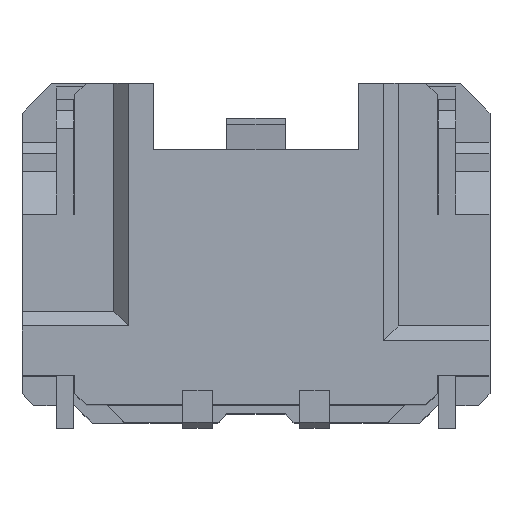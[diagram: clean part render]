
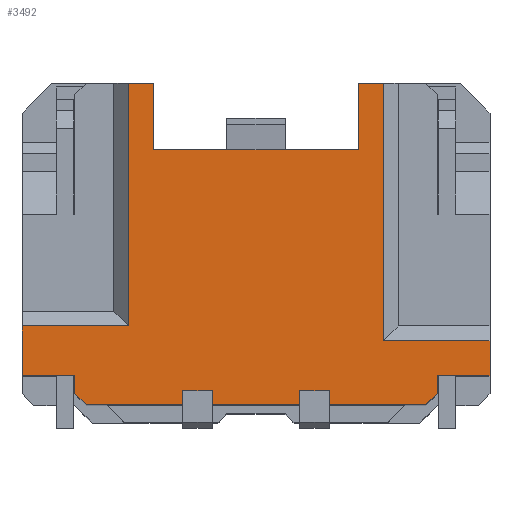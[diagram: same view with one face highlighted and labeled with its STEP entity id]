
A CAD part, top view. The second image highlights one B-rep face of the part: STEP entity #3492.
In plain terms, the highlighted planar face has unit normal (0, 0, 1).
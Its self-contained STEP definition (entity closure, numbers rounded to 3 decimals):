
#1=DIRECTION('',(-1.,0.,0.));
#2=VECTOR('',#1,1.82);
#3=CARTESIAN_POINT('',(4.,-1.5,6.7));
#4=LINE('',#3,#2);
#5=DIRECTION('',(0.,-1.,0.));
#6=VECTOR('',#5,0.6);
#7=CARTESIAN_POINT('',(4.,-1.5,6.7));
#8=LINE('',#7,#6);
#9=DIRECTION('',(-1.,0.,0.));
#10=VECTOR('',#9,0.9);
#11=CARTESIAN_POINT('',(4.,-2.1,6.7));
#12=LINE('',#11,#10);
#13=DIRECTION('',(0.,-1.,0.));
#14=VECTOR('',#13,0.3);
#15=CARTESIAN_POINT('',(3.1,-2.1,6.7));
#16=LINE('',#15,#14);
#17=DIRECTION('',(-0.707,-0.707,0.));
#18=VECTOR('',#17,0.283);
#19=CARTESIAN_POINT('',(3.1,-2.4,6.7));
#20=LINE('',#19,#18);
#21=DIRECTION('',(0.,1.,0.));
#22=VECTOR('',#21,0.24);
#23=CARTESIAN_POINT('',(1.25,-2.6,6.7));
#24=LINE('',#23,#22);
#25=DIRECTION('',(-1.,0.,0.));
#26=VECTOR('',#25,0.5);
#27=CARTESIAN_POINT('',(1.25,-2.36,6.7));
#28=LINE('',#27,#26);
#29=DIRECTION('',(0.,1.,0.));
#30=VECTOR('',#29,0.24);
#31=CARTESIAN_POINT('',(0.75,-2.6,6.7));
#32=LINE('',#31,#30);
#33=DIRECTION('',(0.,1.,0.));
#34=VECTOR('',#33,0.24);
#35=CARTESIAN_POINT('',(-0.75,-2.6,6.7));
#36=LINE('',#35,#34);
#37=DIRECTION('',(-1.,0.,0.));
#38=VECTOR('',#37,0.5);
#39=CARTESIAN_POINT('',(-0.75,-2.36,6.7));
#40=LINE('',#39,#38);
#41=DIRECTION('',(0.,1.,0.));
#42=VECTOR('',#41,0.24);
#43=CARTESIAN_POINT('',(-1.25,-2.6,6.7));
#44=LINE('',#43,#42);
#45=DIRECTION('',(-0.707,0.707,0.));
#46=VECTOR('',#45,0.283);
#47=CARTESIAN_POINT('',(-2.9,-2.6,6.7));
#48=LINE('',#47,#46);
#49=DIRECTION('',(0.,1.,0.));
#50=VECTOR('',#49,0.3);
#51=CARTESIAN_POINT('',(-3.1,-2.4,6.7));
#52=LINE('',#51,#50);
#53=DIRECTION('',(1.,0.,0.));
#54=VECTOR('',#53,0.9);
#55=CARTESIAN_POINT('',(-4.,-2.1,6.7));
#56=LINE('',#55,#54);
#57=DIRECTION('',(0.,1.,0.));
#58=VECTOR('',#57,0.85);
#59=CARTESIAN_POINT('',(-4.,-2.1,6.7));
#60=LINE('',#59,#58);
#61=DIRECTION('',(1.,0.,0.));
#62=VECTOR('',#61,1.82);
#63=CARTESIAN_POINT('',(-4.,-1.25,6.7));
#64=LINE('',#63,#62);
#65=DIRECTION('',(0.,-1.,0.));
#66=VECTOR('',#65,4.15);
#67=CARTESIAN_POINT('',(-2.18,2.9,6.7));
#68=LINE('',#67,#66);
#69=DIRECTION('',(1.,0.,0.));
#70=VECTOR('',#69,0.43);
#71=CARTESIAN_POINT('',(-2.18,2.9,6.7));
#72=LINE('',#71,#70);
#73=DIRECTION('',(0.,-1.,0.));
#74=VECTOR('',#73,1.14);
#75=CARTESIAN_POINT('',(-1.75,2.9,6.7));
#76=LINE('',#75,#74);
#77=DIRECTION('',(-1.,0.,0.));
#78=VECTOR('',#77,3.5);
#79=CARTESIAN_POINT('',(1.75,1.76,6.7));
#80=LINE('',#79,#78);
#81=DIRECTION('',(0.,-1.,0.));
#82=VECTOR('',#81,1.14);
#83=CARTESIAN_POINT('',(1.75,2.9,6.7));
#84=LINE('',#83,#82);
#85=DIRECTION('',(1.,0.,0.));
#86=VECTOR('',#85,0.43);
#87=CARTESIAN_POINT('',(1.75,2.9,6.7));
#88=LINE('',#87,#86);
#97=DIRECTION('',(0.,1.,0.));
#98=VECTOR('',#97,4.4);
#99=CARTESIAN_POINT('',(2.18,-1.5,6.7));
#100=LINE('',#99,#98);
#1521=DIRECTION('',(1.,0.,0.));
#1522=VECTOR('',#1521,1.65);
#1523=CARTESIAN_POINT('',(-2.9,-2.6,6.7));
#1524=LINE('',#1523,#1522);
#1537=DIRECTION('',(1.,0.,0.));
#1538=VECTOR('',#1537,1.5);
#1539=CARTESIAN_POINT('',(-0.75,-2.6,6.7));
#1540=LINE('',#1539,#1538);
#1553=DIRECTION('',(1.,0.,0.));
#1554=VECTOR('',#1553,1.65);
#1555=CARTESIAN_POINT('',(1.25,-2.6,6.7));
#1556=LINE('',#1555,#1554);
#2633=CARTESIAN_POINT('',(1.75,1.76,6.7));
#2634=CARTESIAN_POINT('',(-1.75,1.76,6.7));
#2635=VERTEX_POINT('',#2633);
#2636=VERTEX_POINT('',#2634);
#2637=CARTESIAN_POINT('',(1.75,2.9,6.7));
#2638=VERTEX_POINT('',#2637);
#2639=CARTESIAN_POINT('',(-1.75,2.9,6.7));
#2640=VERTEX_POINT('',#2639);
#2689=CARTESIAN_POINT('',(-2.9,-2.6,6.7));
#2690=CARTESIAN_POINT('',(-3.1,-2.4,6.7));
#2691=VERTEX_POINT('',#2689);
#2692=VERTEX_POINT('',#2690);
#2693=CARTESIAN_POINT('',(-3.1,-2.1,6.7));
#2694=VERTEX_POINT('',#2693);
#2695=CARTESIAN_POINT('',(-4.,-2.1,6.7));
#2696=VERTEX_POINT('',#2695);
#2777=CARTESIAN_POINT('',(4.,-1.5,6.7));
#2778=CARTESIAN_POINT('',(2.18,-1.5,6.7));
#2779=VERTEX_POINT('',#2777);
#2780=VERTEX_POINT('',#2778);
#2781=CARTESIAN_POINT('',(-4.,-1.25,6.7));
#2783=VERTEX_POINT('',#2781);
#2875=CARTESIAN_POINT('',(-0.75,-2.6,6.7));
#2876=CARTESIAN_POINT('',(-0.75,-2.36,6.7));
#2877=VERTEX_POINT('',#2875);
#2878=VERTEX_POINT('',#2876);
#2879=CARTESIAN_POINT('',(-1.25,-2.6,6.7));
#2880=CARTESIAN_POINT('',(-1.25,-2.36,6.7));
#2881=VERTEX_POINT('',#2879);
#2882=VERTEX_POINT('',#2880);
#2941=CARTESIAN_POINT('',(1.25,-2.6,6.7));
#2943=VERTEX_POINT('',#2941);
#2945=CARTESIAN_POINT('',(0.75,-2.6,6.7));
#2947=VERTEX_POINT('',#2945);
#2965=CARTESIAN_POINT('',(-2.18,2.9,6.7));
#2966=VERTEX_POINT('',#2965);
#2983=CARTESIAN_POINT('',(1.25,-2.36,6.7));
#2984=VERTEX_POINT('',#2983);
#2985=CARTESIAN_POINT('',(0.75,-2.36,6.7));
#2986=VERTEX_POINT('',#2985);
#3228=CARTESIAN_POINT('',(2.18,2.9,6.7));
#3230=VERTEX_POINT('',#3228);
#3235=CARTESIAN_POINT('',(4.,-2.1,6.7));
#3236=CARTESIAN_POINT('',(3.1,-2.1,6.7));
#3237=VERTEX_POINT('',#3235);
#3238=VERTEX_POINT('',#3236);
#3239=CARTESIAN_POINT('',(3.1,-2.4,6.7));
#3240=VERTEX_POINT('',#3239);
#3241=CARTESIAN_POINT('',(2.9,-2.6,6.7));
#3242=VERTEX_POINT('',#3241);
#3290=CARTESIAN_POINT('',(-2.18,-1.25,6.7));
#3292=VERTEX_POINT('',#3290);
#3433=CARTESIAN_POINT('',(0.,0.,6.7));
#3434=DIRECTION('',(0.,0.,-1.));
#3435=DIRECTION('',(1.,0.,0.));
#3436=AXIS2_PLACEMENT_3D('',#3433,#3434,#3435);
#3437=PLANE('',#3436);
#3439=ORIENTED_EDGE('',*,*,#3438,.F.);
#3441=ORIENTED_EDGE('',*,*,#3440,.T.);
#3443=ORIENTED_EDGE('',*,*,#3442,.T.);
#3445=ORIENTED_EDGE('',*,*,#3444,.T.);
#3447=ORIENTED_EDGE('',*,*,#3446,.T.);
#3449=ORIENTED_EDGE('',*,*,#3448,.F.);
#3451=ORIENTED_EDGE('',*,*,#3450,.T.);
#3453=ORIENTED_EDGE('',*,*,#3452,.T.);
#3455=ORIENTED_EDGE('',*,*,#3454,.F.);
#3457=ORIENTED_EDGE('',*,*,#3456,.F.);
#3459=ORIENTED_EDGE('',*,*,#3458,.T.);
#3461=ORIENTED_EDGE('',*,*,#3460,.T.);
#3463=ORIENTED_EDGE('',*,*,#3462,.F.);
#3465=ORIENTED_EDGE('',*,*,#3464,.F.);
#3467=ORIENTED_EDGE('',*,*,#3466,.T.);
#3469=ORIENTED_EDGE('',*,*,#3468,.T.);
#3471=ORIENTED_EDGE('',*,*,#3470,.F.);
#3473=ORIENTED_EDGE('',*,*,#3472,.T.);
#3475=ORIENTED_EDGE('',*,*,#3474,.T.);
#3477=ORIENTED_EDGE('',*,*,#3476,.F.);
#3479=ORIENTED_EDGE('',*,*,#3478,.T.);
#3481=ORIENTED_EDGE('',*,*,#3480,.T.);
#3483=ORIENTED_EDGE('',*,*,#3482,.F.);
#3485=ORIENTED_EDGE('',*,*,#3484,.F.);
#3487=ORIENTED_EDGE('',*,*,#3486,.T.);
#3489=ORIENTED_EDGE('',*,*,#3488,.F.);
#3490=EDGE_LOOP('',(#3439,#3441,#3443,#3445,#3447,#3449,#3451,#3453,#3455,#3457,
#3459,#3461,#3463,#3465,#3467,#3469,#3471,#3473,#3475,#3477,#3479,#3481,#3483,
#3485,#3487,#3489));
#3491=FACE_OUTER_BOUND('',#3490,.F.);
#3492=ADVANCED_FACE('',(#3491),#3437,.F.);
#3438=EDGE_CURVE('',#2779,#2780,#4,.T.);
#3440=EDGE_CURVE('',#2779,#3237,#8,.T.);
#3442=EDGE_CURVE('',#3237,#3238,#12,.T.);
#3444=EDGE_CURVE('',#3238,#3240,#16,.T.);
#3446=EDGE_CURVE('',#3240,#3242,#20,.T.);
#3448=EDGE_CURVE('',#2943,#3242,#1556,.T.);
#3450=EDGE_CURVE('',#2943,#2984,#24,.T.);
#3452=EDGE_CURVE('',#2984,#2986,#28,.T.);
#3454=EDGE_CURVE('',#2947,#2986,#32,.T.);
#3456=EDGE_CURVE('',#2877,#2947,#1540,.T.);
#3458=EDGE_CURVE('',#2877,#2878,#36,.T.);
#3460=EDGE_CURVE('',#2878,#2882,#40,.T.);
#3462=EDGE_CURVE('',#2881,#2882,#44,.T.);
#3464=EDGE_CURVE('',#2691,#2881,#1524,.T.);
#3466=EDGE_CURVE('',#2691,#2692,#48,.T.);
#3468=EDGE_CURVE('',#2692,#2694,#52,.T.);
#3470=EDGE_CURVE('',#2696,#2694,#56,.T.);
#3472=EDGE_CURVE('',#2696,#2783,#60,.T.);
#3474=EDGE_CURVE('',#2783,#3292,#64,.T.);
#3476=EDGE_CURVE('',#2966,#3292,#68,.T.);
#3478=EDGE_CURVE('',#2966,#2640,#72,.T.);
#3480=EDGE_CURVE('',#2640,#2636,#76,.T.);
#3482=EDGE_CURVE('',#2635,#2636,#80,.T.);
#3484=EDGE_CURVE('',#2638,#2635,#84,.T.);
#3486=EDGE_CURVE('',#2638,#3230,#88,.T.);
#3488=EDGE_CURVE('',#2780,#3230,#100,.T.);
